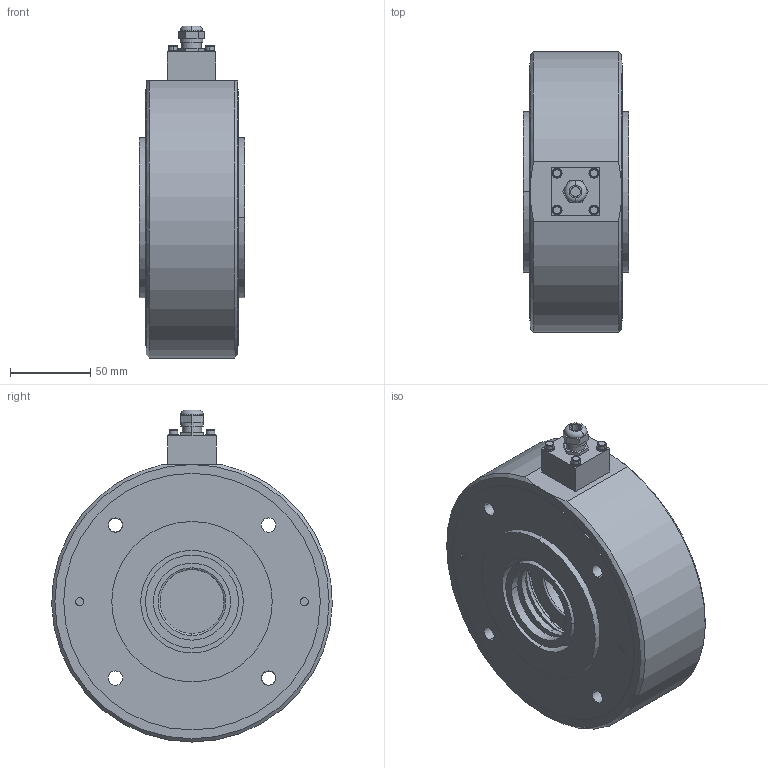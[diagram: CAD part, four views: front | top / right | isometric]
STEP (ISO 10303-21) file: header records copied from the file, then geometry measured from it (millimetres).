
FILE_DESCRIPTION((''),'2;1');
FILE_NAME('31101869_-.stp','2019-10-09T10:02:25',(''),(''),'Mechanical Desktop 2009','Mechanical Desktop 2009',', , ');
FILE_SCHEMA(('CONFIG_CONTROL_DESIGN'));
Length unit declared in the file: millimetre
Products named in the file (33): ZEICHNUNG2; L50049; L4857104; ~TEIL1; L49015; ~TEIL1A; L4340401; TEIL1AAA; L49113; TEIL1; I-6KT_SCHRAUBE_M6X50NK; I-6KT_SCHRAUBE_M6X50NKA; FEDERRING_M3; FEDERRING_M3A; I-6KT_SCHRAUBE_M3X25; I-6KT_SCHRAUBE_M3X25A; V_RING_V50AA; V_RING_V50A; SICHERUNGSRING_J80A; SICHERUNGSRING_J80; PENDELKUGELLAGER_1208TV; PENDELKUGELLAGER_1208TVA; TEIL1AA; KABELVERSCHRAUBUNG_PG7; KABELVERSCHRAUBUNG_PG7A; L49083; TEIL1A; RM_SDBA; L49026; TEIL1AAAA; FLANSCHDOSE_14S-2P_4-POLIG; FLANSCHDOSE_14S-2P_4-POLIGA; RM_SDB
Assembly tree (38 placements, depth 4):
  ZEICHNUNG2
    L50049
      L4857104
        ~TEIL1
      L49015
        ~TEIL1A
      L4340401  x2
        TEIL1AAA
      L49113
        TEIL1
      I-6KT_SCHRAUBE_M6X50NK  x2
        I-6KT_SCHRAUBE_M6X50NKA
      FEDERRING_M3  x4
        FEDERRING_M3A
      I-6KT_SCHRAUBE_M3X25  x4
        I-6KT_SCHRAUBE_M3X25A
      V_RING_V50AA
        V_RING_V50A
      SICHERUNGSRING_J80A
        SICHERUNGSRING_J80
      PENDELKUGELLAGER_1208TV
        PENDELKUGELLAGER_1208TVA
      TEIL1AA  x2
      KABELVERSCHRAUBUNG_PG7
        KABELVERSCHRAUBUNG_PG7A
      L49083
        TEIL1A
    RM_SDBA  x3
  L49026
  TEIL1AAAA
  FLANSCHDOSE_14S-2P_4-POLIG
  FLANSCHDOSE_14S-2P_4-POLIGA
Bounding box: 65.9 x 174.96 x 207 mm (x, y, z)
Volume: 1247195.1 mm3; surface area: 268139.9 mm2
Topology: 22 solids, 22 shells, 360 faces, 844 edges, 550 vertices
Faces by surface type: cylinder 203, plane 105, cone 28, torus 22, bspline 2
Entity records: 9302 total; most frequent: DIRECTION 1688, CARTESIAN_POINT 1565, ORIENTED_EDGE 1284, AXIS2_PLACEMENT_3D 719, EDGE_CURVE 642, VERTEX_POINT 422, CIRCLE 388, EDGE_LOOP 374
